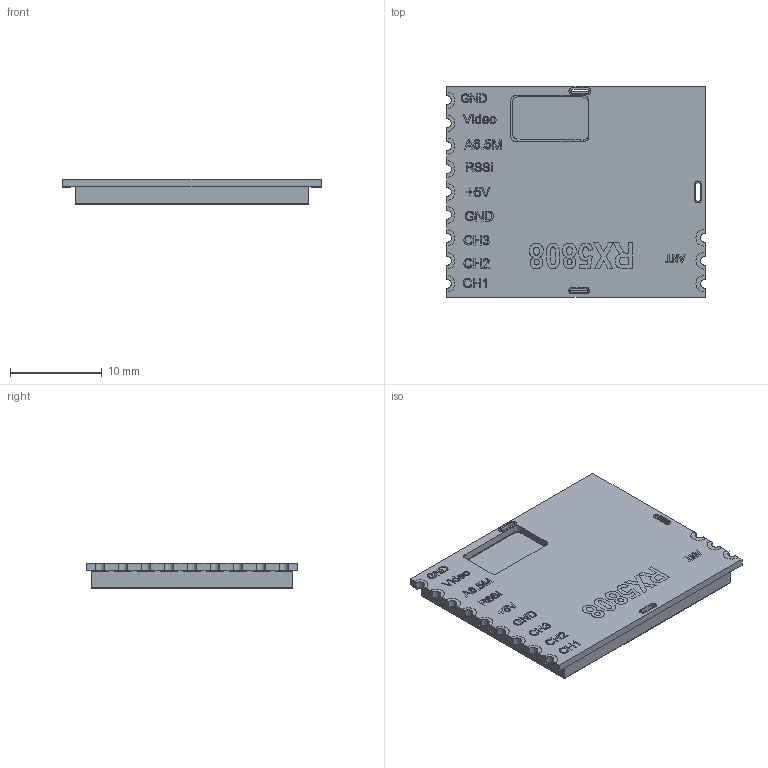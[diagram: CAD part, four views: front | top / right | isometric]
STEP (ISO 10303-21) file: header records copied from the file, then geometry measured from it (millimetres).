
FILE_DESCRIPTION(('FreeCAD Model'),'2;1');
FILE_NAME('RX5808.step', '2020-11-20T19:12:08',('Author'),(''), 'Open CASCADE STEP processor 7.3','FreeCAD','Unknown');
FILE_SCHEMA(('AUTOMOTIVE_DESIGN { 1 0 10303 214 1 1 1 1 }'));
Length unit declared in the file: millimetre
Products named in the file (1): RX5808
Bounding box: 28.2 x 23 x 2.81 mm (x, y, z)
Volume: 671.2 mm3; surface area: 2967.2 mm2
Topology: 30 solids, 72 shells, 298 faces, 1342 edges, 1146 vertices
Faces by surface type: plane 208, cylinder 90
Entity records: 28762 total; most frequent: CARTESIAN_POINT 6819, DIRECTION 3026, ORIENTED_EDGE 1926, PCURVE 1926, DEFINITIONAL_REPRESENTATION 1926, LINE 1912, VECTOR 1912, EDGE_CURVE 1342
